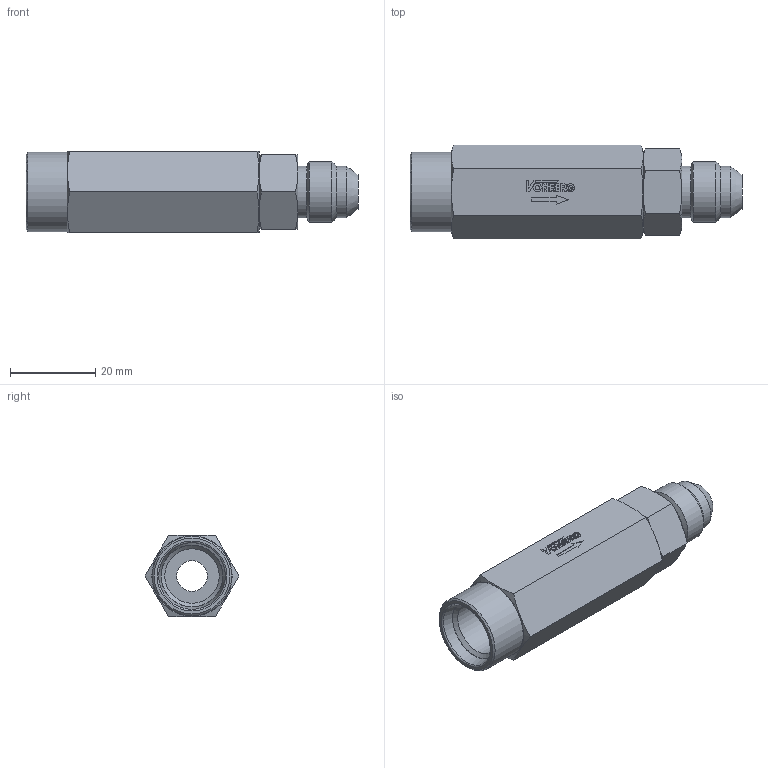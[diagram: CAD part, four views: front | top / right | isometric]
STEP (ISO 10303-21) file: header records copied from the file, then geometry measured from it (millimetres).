
FILE_DESCRIPTION((''),'2;1');
FILE_NAME('10412-206.stp','2015-01-02T15:03:38',('jml'),(''),'Autodesk Inventor 2010','Autodesk Inventor 2010','');
FILE_SCHEMA(('AUTOMOTIVE_DESIGN { 1 0 10303 214 1 1 1 1 }'));
Length unit declared in the file: inch
Products named in the file (3): 10412-206; 320124; 990013
Assembly tree (2 placements, depth 2):
  10412-206
    320124
    990013
Bounding box: 77.7 x 22 x 19.06 mm (x, y, z)
Volume: 15680.7 mm3; surface area: 8805.5 mm2
Topology: 3 solids, 3 shells, 158 faces, 393 edges, 258 vertices
Faces by surface type: plane 105, cylinder 25, cone 25, torus 3
Full cylindrical faces by diameter (mm): 1.044 x1, 7.137 x1, 7.544 x1, 11.963 x1, 12.167 x1, 12.294 x1, 12.751 x2, 14.275 x2, 18.542 x1
Entity records: 4571 total; most frequent: CARTESIAN_POINT 848, DIRECTION 728, ORIENTED_EDGE 722, EDGE_CURVE 361, VERTEX_POINT 252, VECTOR 248, LINE 248, AXIS2_PLACEMENT_3D 240
